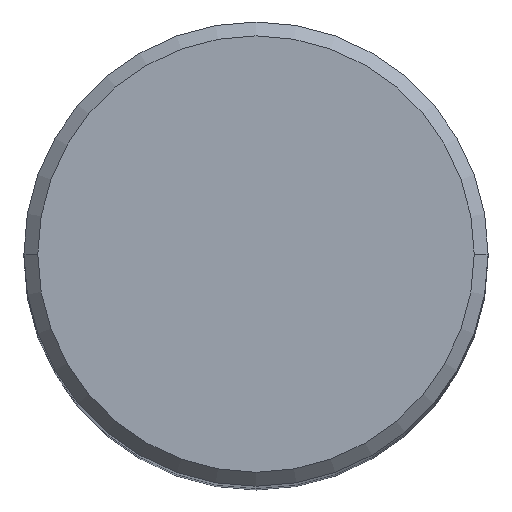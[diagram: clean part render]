
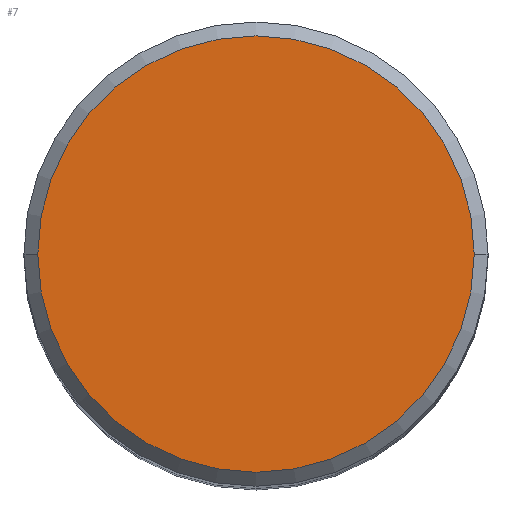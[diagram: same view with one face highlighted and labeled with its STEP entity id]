
A CAD part, top view. The second image highlights one B-rep face of the part: STEP entity #7.
In plain terms, the highlighted planar face has unit normal (0, 0, 1).
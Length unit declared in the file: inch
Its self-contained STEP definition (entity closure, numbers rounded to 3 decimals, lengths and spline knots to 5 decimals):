
#7 = ADVANCED_FACE ( 'NONE', ( #167 ), #303, .T. ) ;
#20 = EDGE_LOOP ( 'NONE', ( #211, #263 ) ) ;
#28 = CARTESIAN_POINT ( 'NONE',  ( 0., 0., 2.5 ) ) ;
#52 = AXIS2_PLACEMENT_3D ( 'NONE', #28, #219, #149 ) ;
#65 = CARTESIAN_POINT ( 'NONE',  ( 0., 0., 2.5 ) ) ;
#82 = CARTESIAN_POINT ( 'NONE',  ( 0., 0., 2.5 ) ) ;
#115 = EDGE_CURVE ( 'NONE', #246, #243, #322, .T. ) ;
#132 = DIRECTION ( 'NONE',  ( 0., 0., 1. ) ) ;
#149 = DIRECTION ( 'NONE',  ( 1., 0., 0. ) ) ;
#167 = FACE_OUTER_BOUND ( 'NONE', #20, .T. ) ;
#173 = DIRECTION ( 'NONE',  ( 1., 0., 0. ) ) ;
#188 = AXIS2_PLACEMENT_3D ( 'NONE', #82, #194, #173 ) ;
#194 = DIRECTION ( 'NONE',  ( 0., 0., 1. ) ) ;
#203 = CARTESIAN_POINT ( 'NONE',  ( -0.235, 0., 2.5 ) ) ;
#210 = AXIS2_PLACEMENT_3D ( 'NONE', #65, #132, #309 ) ;
#211 = ORIENTED_EDGE ( 'NONE', *, *, #115, .T. ) ;
#219 = DIRECTION ( 'NONE',  ( 0., 0., 1. ) ) ;
#241 = CIRCLE ( 'NONE', #210, 0.235 ) ;
#243 = VERTEX_POINT ( 'NONE', #284 ) ;
#246 = VERTEX_POINT ( 'NONE', #203 ) ;
#263 = ORIENTED_EDGE ( 'NONE', *, *, #304, .T. ) ;
#284 = CARTESIAN_POINT ( 'NONE',  ( 0.235, 0., 2.5 ) ) ;
#303 = PLANE ( 'NONE',  #188 ) ;
#304 = EDGE_CURVE ( 'NONE', #243, #246, #241, .T. ) ;
#309 = DIRECTION ( 'NONE',  ( 1., 0., 0. ) ) ;
#322 = CIRCLE ( 'NONE', #52, 0.235 ) ;
